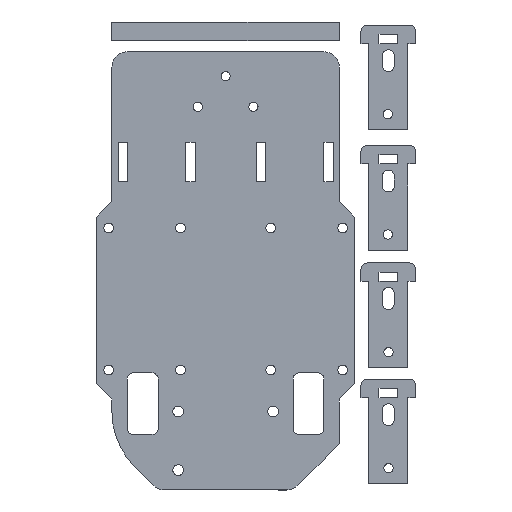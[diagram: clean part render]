
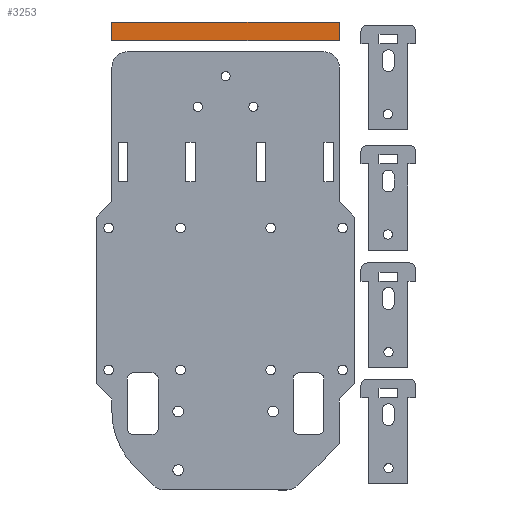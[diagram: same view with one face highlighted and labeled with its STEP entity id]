
A CAD part, top view. The second image highlights one B-rep face of the part: STEP entity #3253.
In plain terms, the highlighted face is planar.
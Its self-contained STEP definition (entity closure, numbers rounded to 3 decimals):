
#299=PLANE('',#3648);
#456=FACE_OUTER_BOUND('',#677,.T.);
#677=EDGE_LOOP('',(#3046,#3047,#3048,#3049));
#1007=LINE('',#5394,#1348);
#1011=LINE('',#5402,#1352);
#1014=LINE('',#5408,#1355);
#1017=LINE('',#5413,#1358);
#1348=VECTOR('',#4492,10.);
#1352=VECTOR('',#4498,10.);
#1355=VECTOR('',#4503,10.);
#1358=VECTOR('',#4508,10.);
#1737=VERTEX_POINT('',#5392);
#1738=VERTEX_POINT('',#5393);
#1741=VERTEX_POINT('',#5401);
#1743=VERTEX_POINT('',#5407);
#2168=EDGE_CURVE('',#1737,#1738,#1007,.T.);
#2172=EDGE_CURVE('',#1741,#1737,#1011,.T.);
#2175=EDGE_CURVE('',#1743,#1741,#1014,.T.);
#2178=EDGE_CURVE('',#1738,#1743,#1017,.T.);
#3046=ORIENTED_EDGE('',*,*,#2178,.F.);
#3047=ORIENTED_EDGE('',*,*,#2168,.F.);
#3048=ORIENTED_EDGE('',*,*,#2172,.F.);
#3049=ORIENTED_EDGE('',*,*,#2175,.F.);
#3253=ADVANCED_FACE('',(#456),#299,.F.);
#3648=AXIS2_PLACEMENT_3D('',#5416,#4512,#4513);
#4492=DIRECTION('',(0.,0.,1.));
#4498=DIRECTION('',(-1.,0.,0.));
#4503=DIRECTION('',(0.,0.,-1.));
#4508=DIRECTION('',(1.,0.,0.));
#4512=DIRECTION('center_axis',(0.,1.,0.));
#4513=DIRECTION('ref_axis',(0.,0.,1.));
#5392=CARTESIAN_POINT('',(-36.85,0.,-3.));
#5393=CARTESIAN_POINT('',(-36.85,0.,3.));
#5394=CARTESIAN_POINT('',(-36.85,0.,-3.));
#5401=CARTESIAN_POINT('',(36.85,0.,-3.));
#5402=CARTESIAN_POINT('',(36.85,0.,-3.));
#5407=CARTESIAN_POINT('',(36.85,0.,3.));
#5408=CARTESIAN_POINT('',(36.85,0.,3.));
#5413=CARTESIAN_POINT('',(-36.85,0.,3.));
#5416=CARTESIAN_POINT('Origin',(0.,0.,0.));
